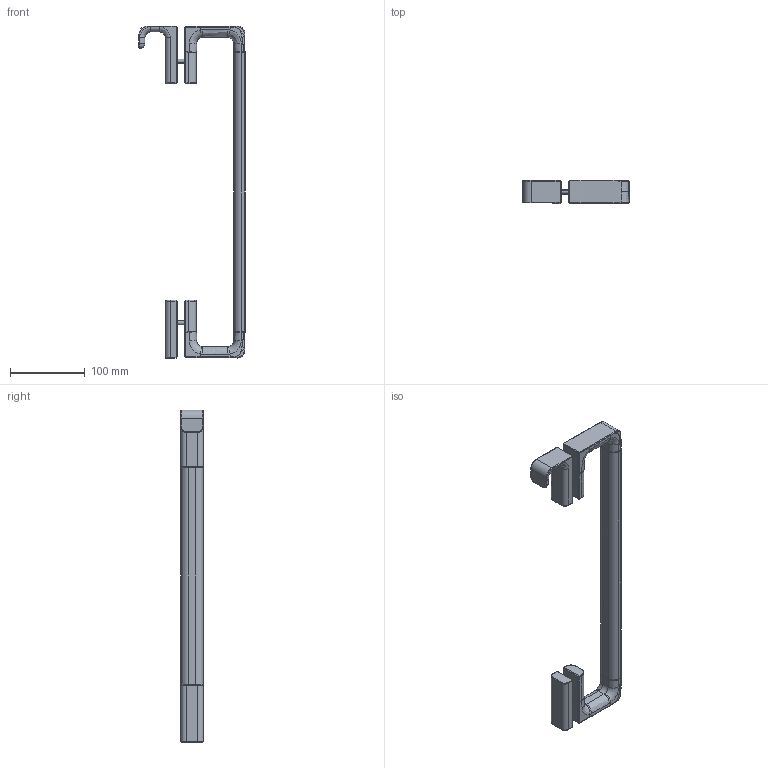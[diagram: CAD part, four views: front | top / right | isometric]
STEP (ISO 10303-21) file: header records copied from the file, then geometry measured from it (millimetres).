
FILE_DESCRIPTION(('CAx-IF Rec.Pracs.---Model Styling and Organization---1.2---2011-12-15','CAx-IF Rec.Pracs.---Geometric and Assembly Validation Properties---4.1---2014-06-16','CAx-IF Rec.Pracs.---PMI Polyline Presentation---2.0---2013-05-24'),'2;1');
FILE_NAME('1000113317_PPR_000.stp','2017-02-23T10:51:33+01:00',(''),(''),'STEP Interface 4.0.1101 by CT CoreTechnologie','3D_Evolution4.0.1101 by CT CoreTechnologie','');
FILE_SCHEMA(('AP203_CONFIGURATION_CONTROLLED_3D_DESIGN_OF_MECHANICAL_PARTS_AND_ASSEMBLIES_MIM_LF'));
Length unit declared in the file: millimetre
Products named in the file (10): P_2 AX Universal Duschtürgriff 444mm chr 1000113317_PPR_000_A0; P_2 Kappe Griff Duscht. AX Citterio Uni. 1000113310_PPA_000_A0; Klebepad Griff Duscht. AX Citterio Univ. 1000077192_PPA_000_A2; Sechskantschraube DIN933-M5x25-A2 1000077601_PPA_000_A0; O-Ring 8x4 EPDM 70 1000083543_PPA_000_A0; P_2 Wandstütze AX Citterio Univ. 1000105200_PPA_000_A0; P_2 Profiladapter Wand AX Citterio Univ. 1000113316_PPA_000_A0; P_2 Profil Adapter AX Citterio Universal 1000105201_PPA_000_A0; Profil Duschtuergriff 350 AX Universal 1000093519_PPA_000_A2; P_2 Griff Duscht. AX Citterio Univ. 1000113311_PPA_000_A0
Assembly tree (17 placements, depth 2):
  P_2 AX Universal Duschtürgriff 444mm chr 1000113317_PPR_000_A0
    P_2 Kappe Griff Duscht. AX Citterio Uni. 1000113310_PPA_000_A0
    Klebepad Griff Duscht. AX Citterio Univ. 1000077192_PPA_000_A2  x4
    Sechskantschraube DIN933-M5x25-A2 1000077601_PPA_000_A0  x2
    O-Ring 8x4 EPDM 70 1000083543_PPA_000_A0  x2
    P_2 Wandstütze AX Citterio Univ. 1000105200_PPA_000_A0  x2
    P_2 Profiladapter Wand AX Citterio Univ. 1000113316_PPA_000_A0  x2
    P_2 Profil Adapter AX Citterio Universal 1000105201_PPA_000_A0  x2
    Profil Duschtuergriff 350 AX Universal 1000093519_PPA_000_A2
    P_2 Griff Duscht. AX Citterio Univ. 1000113311_PPA_000_A0
Bounding box: 141.8 x 30.88 x 444 mm (x, y, z)
Volume: 252637.8 mm3; surface area: 124151.3 mm2
Topology: 17 solids, 17 shells, 560 faces, 1258 edges, 726 vertices
Faces by surface type: bspline 246, cylinder 178, plane 136
Entity records: 20367 total; most frequent: CARTESIAN_POINT 8549, ORIENTED_EDGE 1494, DIRECTION 1484, EDGE_CURVE 747, AXIS2_PLACEMENT_3D 570, VERTEX_POINT 430, CIRCLE 360, VECTOR 344
